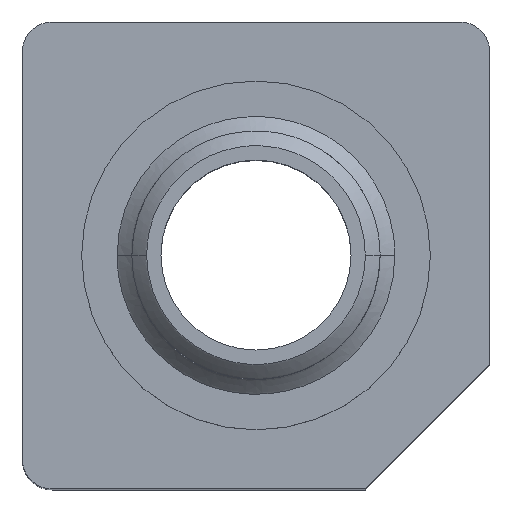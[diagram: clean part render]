
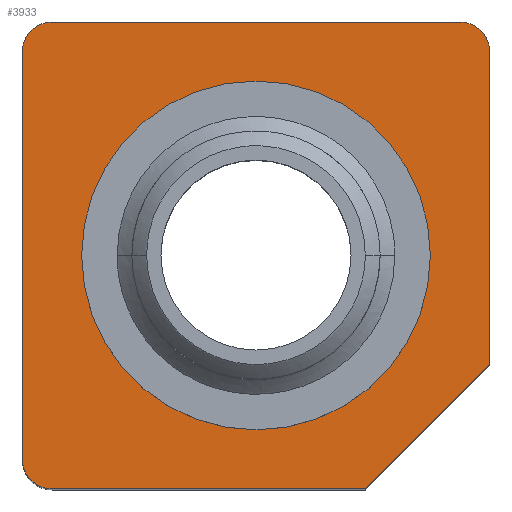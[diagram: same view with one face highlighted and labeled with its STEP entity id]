
A CAD part, top view. The second image highlights one B-rep face of the part: STEP entity #3933.
In plain terms, the highlighted planar face has unit normal (0, 0, 1).
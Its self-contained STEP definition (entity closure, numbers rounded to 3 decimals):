
#35 = DIRECTION ( 'NONE',  ( 1., 0., 0. ) ) ;
#110 = EDGE_CURVE ( 'NONE', #3327, #3652, #4200, .T. ) ;
#158 = DIRECTION ( 'NONE',  ( -1., 0., 0. ) ) ;
#174 = CARTESIAN_POINT ( 'NONE',  ( -6.9, 6.9, 0. ) ) ;
#241 = ORIENTED_EDGE ( 'NONE', *, *, #1448, .F. ) ;
#325 = ORIENTED_EDGE ( 'NONE', *, *, #2094, .T. ) ;
#378 = CARTESIAN_POINT ( 'NONE',  ( -7.9, 6.9, 0. ) ) ;
#417 = VERTEX_POINT ( 'NONE', #1893 ) ;
#437 = EDGE_CURVE ( 'NONE', #3652, #2255, #1540, .T. ) ;
#611 = AXIS2_PLACEMENT_3D ( 'NONE', #1403, #3221, #35 ) ;
#796 = CARTESIAN_POINT ( 'NONE',  ( 7.9, -3.7, 0. ) ) ;
#849 = DIRECTION ( 'NONE',  ( 0., 1., 0. ) ) ;
#865 = DIRECTION ( 'NONE',  ( 0., -1., 0. ) ) ;
#886 = CARTESIAN_POINT ( 'NONE',  ( 3.7, -7.9, 0. ) ) ;
#906 = CIRCLE ( 'NONE', #3977, 3.215 ) ;
#965 = AXIS2_PLACEMENT_3D ( 'NONE', #3734, #3380, #4389 ) ;
#1027 = EDGE_CURVE ( 'NONE', #1438, #3059, #1161, .T. ) ;
#1043 = VECTOR ( 'NONE', #1087, 1000. ) ;
#1087 = DIRECTION ( 'NONE',  ( 0.707, 0.707, 0. ) ) ;
#1161 = LINE ( 'NONE', #2577, #3349 ) ;
#1162 = VECTOR ( 'NONE', #158, 1000. ) ;
#1191 = CIRCLE ( 'NONE', #611, 3.215 ) ;
#1224 = CARTESIAN_POINT ( 'NONE',  ( 6.9, 7.9, 0. ) ) ;
#1231 = ORIENTED_EDGE ( 'NONE', *, *, #437, .T. ) ;
#1237 = CIRCLE ( 'NONE', #1970, 1. ) ;
#1380 = CARTESIAN_POINT ( 'NONE',  ( -6.9, -7.9, 0. ) ) ;
#1388 = EDGE_CURVE ( 'NONE', #3059, #2948, #2184, .T. ) ;
#1403 = CARTESIAN_POINT ( 'NONE',  ( 0., 0., 0. ) ) ;
#1438 = VERTEX_POINT ( 'NONE', #1380 ) ;
#1448 = EDGE_CURVE ( 'NONE', #417, #3544, #1191, .T. ) ;
#1507 = VERTEX_POINT ( 'NONE', #1577 ) ;
#1540 = LINE ( 'NONE', #1916, #1772 ) ;
#1577 = CARTESIAN_POINT ( 'NONE',  ( 7.9, 6.9, 0. ) ) ;
#1772 = VECTOR ( 'NONE', #865, 1000. ) ;
#1893 = CARTESIAN_POINT ( 'NONE',  ( 3.215, 0., 0. ) ) ;
#1916 = CARTESIAN_POINT ( 'NONE',  ( -7.9, 6.9, 0. ) ) ;
#1918 = CARTESIAN_POINT ( 'NONE',  ( 7.9, 6.9, 0. ) ) ;
#1954 = EDGE_CURVE ( 'NONE', #3544, #417, #906, .T. ) ;
#1970 = AXIS2_PLACEMENT_3D ( 'NONE', #2038, #3447, #2720 ) ;
#2027 = CARTESIAN_POINT ( 'NONE',  ( 0., 0., 0. ) ) ;
#2032 = ORIENTED_EDGE ( 'NONE', *, *, #3590, .T. ) ;
#2038 = CARTESIAN_POINT ( 'NONE',  ( -6.9, -6.9, 0. ) ) ;
#2080 = AXIS2_PLACEMENT_3D ( 'NONE', #174, #4328, #2258 ) ;
#2094 = EDGE_CURVE ( 'NONE', #2948, #1507, #3985, .T. ) ;
#2184 = LINE ( 'NONE', #3594, #1043 ) ;
#2255 = VERTEX_POINT ( 'NONE', #4140 ) ;
#2258 = DIRECTION ( 'NONE',  ( 1., 0., 0. ) ) ;
#2262 = ORIENTED_EDGE ( 'NONE', *, *, #3569, .T. ) ;
#2312 = VECTOR ( 'NONE', #849, 1000. ) ;
#2504 = ORIENTED_EDGE ( 'NONE', *, *, #1027, .T. ) ;
#2575 = ORIENTED_EDGE ( 'NONE', *, *, #1954, .F. ) ;
#2577 = CARTESIAN_POINT ( 'NONE',  ( -6.9, -7.9, 0. ) ) ;
#2708 = ORIENTED_EDGE ( 'NONE', *, *, #3880, .T. ) ;
#2713 = FACE_BOUND ( 'NONE', #3744, .T. ) ;
#2720 = DIRECTION ( 'NONE',  ( 1., 0., 0. ) ) ;
#2738 = CARTESIAN_POINT ( 'NONE',  ( -6.9, -6.9, 0. ) ) ;
#2747 = DIRECTION ( 'NONE',  ( 1., 0., 0. ) ) ;
#2843 = ORIENTED_EDGE ( 'NONE', *, *, #1388, .T. ) ;
#2948 = VERTEX_POINT ( 'NONE', #796 ) ;
#3013 = DIRECTION ( 'NONE',  ( 1., 0., 0. ) ) ;
#3046 = CARTESIAN_POINT ( 'NONE',  ( -3.215, 0., 0. ) ) ;
#3059 = VERTEX_POINT ( 'NONE', #886 ) ;
#3083 = DIRECTION ( 'NONE',  ( 0., 0., 1. ) ) ;
#3092 = ORIENTED_EDGE ( 'NONE', *, *, #110, .T. ) ;
#3108 = PLANE ( 'NONE',  #3376 ) ;
#3221 = DIRECTION ( 'NONE',  ( 0., 0., 1. ) ) ;
#3243 = CARTESIAN_POINT ( 'NONE',  ( -6.9, 7.9, 0. ) ) ;
#3327 = VERTEX_POINT ( 'NONE', #3923 ) ;
#3334 = LINE ( 'NONE', #3243, #1162 ) ;
#3349 = VECTOR ( 'NONE', #3954, 1000. ) ;
#3351 = VERTEX_POINT ( 'NONE', #1224 ) ;
#3376 = AXIS2_PLACEMENT_3D ( 'NONE', #2738, #3083, #3013 ) ;
#3380 = DIRECTION ( 'NONE',  ( 0., 0., 1. ) ) ;
#3447 = DIRECTION ( 'NONE',  ( 0., 0., 1. ) ) ;
#3544 = VERTEX_POINT ( 'NONE', #3046 ) ;
#3569 = EDGE_CURVE ( 'NONE', #1507, #3351, #4105, .T. ) ;
#3590 = EDGE_CURVE ( 'NONE', #2255, #1438, #1237, .T. ) ;
#3594 = CARTESIAN_POINT ( 'NONE',  ( 7.9, -3.7, 0. ) ) ;
#3652 = VERTEX_POINT ( 'NONE', #378 ) ;
#3734 = CARTESIAN_POINT ( 'NONE',  ( 6.9, 6.9, 0. ) ) ;
#3744 = EDGE_LOOP ( 'NONE', ( #241, #2575 ) ) ;
#3802 = DIRECTION ( 'NONE',  ( 0., 0., 1. ) ) ;
#3880 = EDGE_CURVE ( 'NONE', #3351, #3327, #3334, .T. ) ;
#3923 = CARTESIAN_POINT ( 'NONE',  ( -6.9, 7.9, 0. ) ) ;
#3933 = ADVANCED_FACE ( 'NONE', ( #2713, #4107 ), #3108, .T. ) ;
#3954 = DIRECTION ( 'NONE',  ( 1., 0., 0. ) ) ;
#3977 = AXIS2_PLACEMENT_3D ( 'NONE', #2027, #3802, #2747 ) ;
#3985 = LINE ( 'NONE', #1918, #2312 ) ;
#4105 = CIRCLE ( 'NONE', #965, 1. ) ;
#4107 = FACE_OUTER_BOUND ( 'NONE', #4397, .T. ) ;
#4140 = CARTESIAN_POINT ( 'NONE',  ( -7.9, -6.9, 0. ) ) ;
#4200 = CIRCLE ( 'NONE', #2080, 1. ) ;
#4328 = DIRECTION ( 'NONE',  ( 0., 0., 1. ) ) ;
#4389 = DIRECTION ( 'NONE',  ( -1., 0., 0. ) ) ;
#4397 = EDGE_LOOP ( 'NONE', ( #325, #2262, #2708, #3092, #1231, #2032, #2504, #2843 ) ) ;
